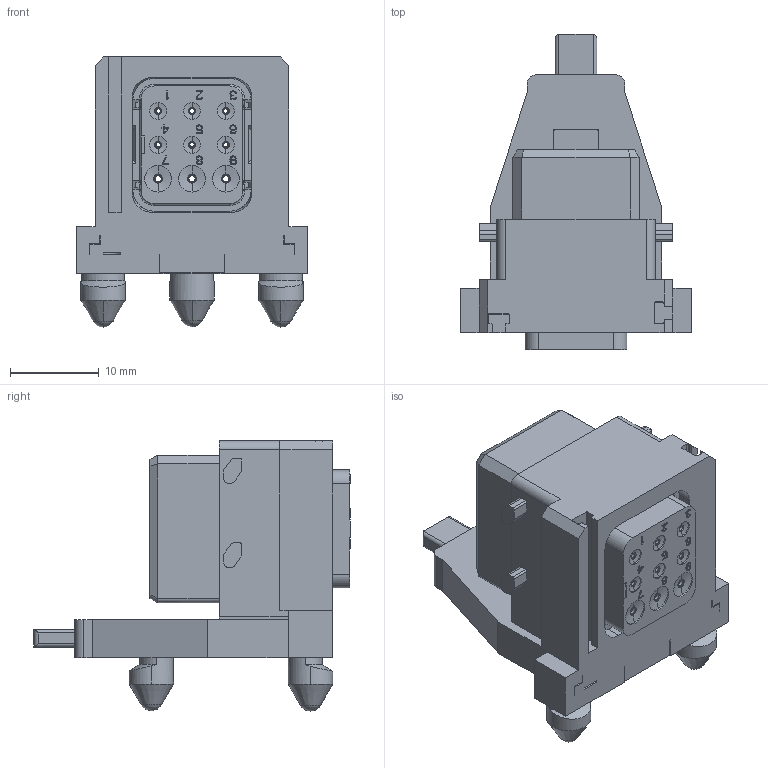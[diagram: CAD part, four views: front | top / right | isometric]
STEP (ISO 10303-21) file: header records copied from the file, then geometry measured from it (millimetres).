
FILE_DESCRIPTION((''),'2;1');
FILE_NAME('35599108787PSU','2020-02-20T',('presta_be4'),(''),'CREO PARAMETRIC BY PTC INC, 2018360','CREO PARAMETRIC BY PTC INC, 2018360','');
FILE_SCHEMA(('CONFIG_CONTROL_DESIGN'));
Products named in the file (1): 35599108787PSU
Bounding box: 26 x 35.55 x 30.4 mm (x, y, z)
Volume: 7726.9 mm3; surface area: 7846.9 mm2
Topology: 1 solids, 1 shells, 2077 faces, 5273 edges, 3287 vertices
Faces by surface type: plane 1178, cylinder 385, cone 237, torus 174, bspline 97, sphere 6
Entity records: 72673 total; most frequent: CARTESIAN_POINT 22430, ORIENTED_EDGE 10534, DIRECTION 10394, EDGE_CURVE 5267, VECTOR 3520, LINE 3520, AXIS2_PLACEMENT_3D 3437, VERTEX_POINT 3287
